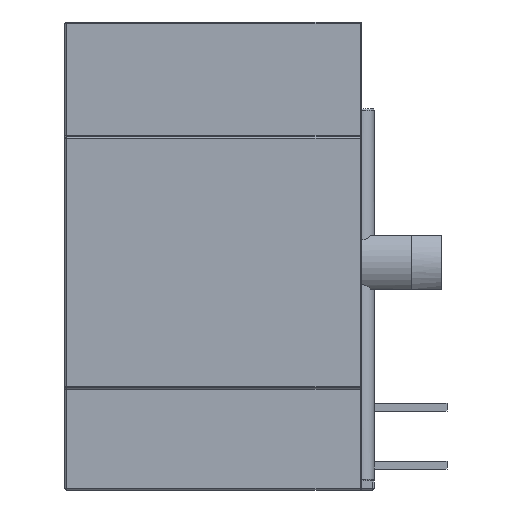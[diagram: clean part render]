
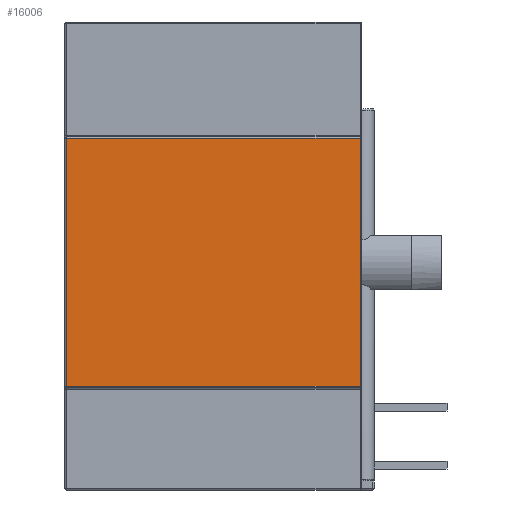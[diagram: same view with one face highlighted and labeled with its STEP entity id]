
A CAD part, left-side view. The second image highlights one B-rep face of the part: STEP entity #16006.
In plain terms, the highlighted planar face has unit normal (-1, 0, 0).
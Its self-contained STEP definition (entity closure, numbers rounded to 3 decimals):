
#405 = LINE ( 'NONE', #10255, #13377 ) ;
#595 = VECTOR ( 'NONE', #15331, 1000. ) ;
#687 = DIRECTION ( 'NONE',  ( 0., 0., -1. ) ) ;
#730 = EDGE_CURVE ( 'NONE', #5363, #8162, #6834, .T. ) ;
#1108 = DIRECTION ( 'NONE',  ( 0., -1., 0. ) ) ;
#1329 = ORIENTED_EDGE ( 'NONE', *, *, #13734, .T. ) ;
#1331 = DIRECTION ( 'NONE',  ( 0., 1., 0. ) ) ;
#1774 = CARTESIAN_POINT ( 'NONE',  ( -15.24, 0.61, -16.04 ) ) ;
#1992 = CARTESIAN_POINT ( 'NONE',  ( -15.24, 13.49, -16.04 ) ) ;
#2297 = EDGE_CURVE ( 'NONE', #8162, #6628, #405, .T. ) ;
#2502 = CARTESIAN_POINT ( 'NONE',  ( -15.24, 13.49, -5.1 ) ) ;
#3309 = DIRECTION ( 'NONE',  ( -1., 0., 0. ) ) ;
#3622 = FACE_OUTER_BOUND ( 'NONE', #6292, .T. ) ;
#4429 = CARTESIAN_POINT ( 'NONE',  ( -15.24, 0.61, -5.1 ) ) ;
#4899 = PLANE ( 'NONE',  #8858 ) ;
#5363 = VERTEX_POINT ( 'NONE', #2502 ) ;
#6292 = EDGE_LOOP ( 'NONE', ( #1329, #6429, #11247, #13233 ) ) ;
#6429 = ORIENTED_EDGE ( 'NONE', *, *, #730, .T. ) ;
#6626 = LINE ( 'NONE', #1774, #595 ) ;
#6628 = VERTEX_POINT ( 'NONE', #11335 ) ;
#6834 = LINE ( 'NONE', #1992, #10460 ) ;
#8162 = VERTEX_POINT ( 'NONE', #15160 ) ;
#8823 = DIRECTION ( 'NONE',  ( 0., -1., 0. ) ) ;
#8858 = AXIS2_PLACEMENT_3D ( 'NONE', #11924, #3309, #1108 ) ;
#10255 = CARTESIAN_POINT ( 'NONE',  ( -15.24, -10.455, -15.98 ) ) ;
#10460 = VECTOR ( 'NONE', #687, 1000. ) ;
#10812 = VECTOR ( 'NONE', #1331, 1000. ) ;
#11247 = ORIENTED_EDGE ( 'NONE', *, *, #2297, .T. ) ;
#11335 = CARTESIAN_POINT ( 'NONE',  ( -15.24, 0.61, -15.98 ) ) ;
#11924 = CARTESIAN_POINT ( 'NONE',  ( -15.24, -10.455, -16.04 ) ) ;
#12155 = LINE ( 'NONE', #14645, #10812 ) ;
#13233 = ORIENTED_EDGE ( 'NONE', *, *, #15867, .T. ) ;
#13377 = VECTOR ( 'NONE', #8823, 1000. ) ;
#13734 = EDGE_CURVE ( 'NONE', #14219, #5363, #12155, .T. ) ;
#14219 = VERTEX_POINT ( 'NONE', #4429 ) ;
#14645 = CARTESIAN_POINT ( 'NONE',  ( -15.24, -10.455, -5.1 ) ) ;
#15160 = CARTESIAN_POINT ( 'NONE',  ( -15.24, 13.49, -15.98 ) ) ;
#15331 = DIRECTION ( 'NONE',  ( 0., 0., 1. ) ) ;
#15867 = EDGE_CURVE ( 'NONE', #6628, #14219, #6626, .T. ) ;
#16006 = ADVANCED_FACE ( 'NONE', ( #3622 ), #4899, .T. ) ;
